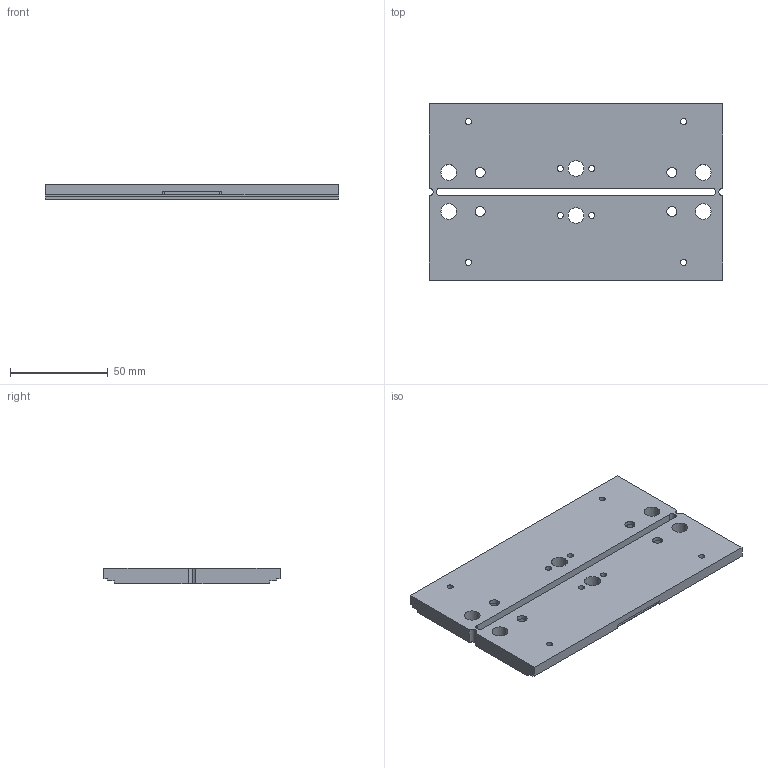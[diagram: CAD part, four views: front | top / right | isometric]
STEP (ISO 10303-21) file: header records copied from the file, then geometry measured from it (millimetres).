
FILE_DESCRIPTION (( 'STEP AP214' ), '1' );
FILE_NAME ('CNC加工件-嘉立创_定制150mm_one.STEP', '2025-08-28T10:41:17', ( '' ), ( '' ), 'SwSTEP 2.0', 'SolidWorks 2018', '' );
FILE_SCHEMA (( 'AUTOMOTIVE_DESIGN' ));
Length unit declared in the file: millimetre
Products named in the file (1): CNC加工件-嘉立创_定制150mm_one
Bounding box: 150 x 90 x 8 mm (x, y, z)
Volume: 95482.9 mm3; surface area: 33943.6 mm2
Topology: 1 solids, 1 shells, 128 faces, 354 edges, 236 vertices
Faces by surface type: plane 82, cylinder 46
Entity records: 4200 total; most frequent: CARTESIAN_POINT 719, ORIENTED_EDGE 708, DIRECTION 704, EDGE_CURVE 354, LINE 262, VECTOR 262, VERTEX_POINT 236, AXIS2_PLACEMENT_3D 221
